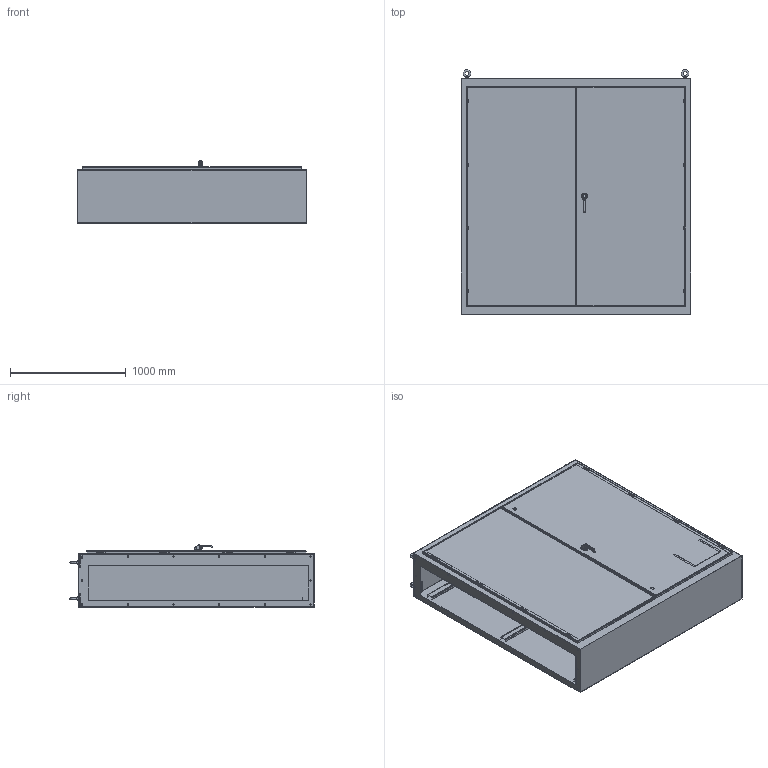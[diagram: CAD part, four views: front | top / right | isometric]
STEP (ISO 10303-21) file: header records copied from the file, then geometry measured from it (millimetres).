
FILE_DESCRIPTION (( 'STEP AP214' ), '1' );
FILE_NAME ('SCE-N80RU7818.STEP', '2024-05-11T13:46:48', ( '' ), ( '' ), 'SwSTEP 2.0', 'SolidWorks 2023', '' );
FILE_SCHEMA (( 'AUTOMOTIVE_DESIGN' ));
Length unit declared in the file: inch
Products named in the file (1): SCE-N80RU7818
Bounding box: 1974.85 x 2106.68 x 534.57 mm (x, y, z)
Volume: 33459857.3 mm3; surface area: 25269506.5 mm2
Topology: 35 solids, 43 shells, 5049 faces, 13222 edges, 8310 vertices
Faces by surface type: plane 2384, cylinder 1657, bspline 837, cone 147, torus 24
Full cylindrical faces by diameter (mm): 1.016 x8, 3.978 x8, 4.318 x40, 4.978 x32, 5.016 x2, 5.207 x16, 5.232 x16, 5.537 x8, 6.096 x16, 6.198 x16, 6.35 x17, 9.525 x18, 10.323 x16, 11.113 x12, 15.24 x4, 16 x1, 29.8 x4
Entity records: 236222 total; most frequent: CARTESIAN_POINT 120259, ORIENTED_EDGE 25108, DIRECTION 21895, EDGE_CURVE 12554, VERTEX_POINT 8114, AXIS2_PLACEMENT_3D 7623, VECTOR 6649, LINE 6649
